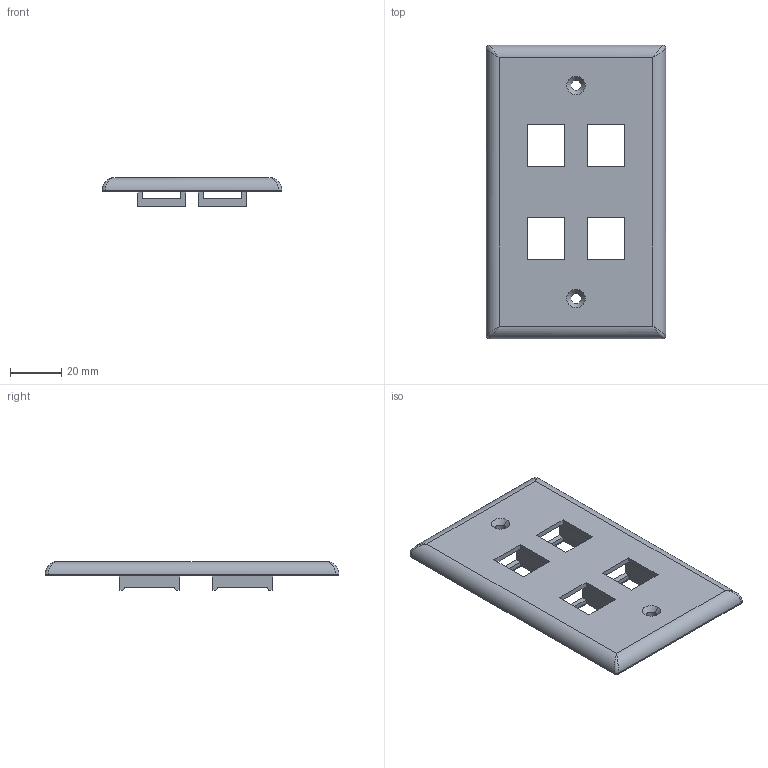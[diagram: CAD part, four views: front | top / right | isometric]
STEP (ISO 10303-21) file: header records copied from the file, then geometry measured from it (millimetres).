
FILE_DESCRIPTION (( 'STEP AP203' ), '1' );
FILE_NAME ('MWP104K-WT.STEP', '2013-09-04T19:56:47', ( 'x' ), ( '' ), 'SwSTEP 2.0', 'SolidWorks 2012', '' );
FILE_SCHEMA (( 'CONFIG_CONTROL_DESIGN' ));
Length unit declared in the file: millimetre
Products named in the file (1): MWP104K-WT
Bounding box: 70 x 114.5 x 11.3 mm (x, y, z)
Volume: 20150.5 mm3; surface area: 21655 mm2
Topology: 1 solids, 1 shells, 167 faces, 474 edges, 308 vertices
Faces by surface type: plane 113, cylinder 46, cone 4, bspline 4
Entity records: 5625 total; most frequent: CARTESIAN_POINT 1134, ORIENTED_EDGE 940, DIRECTION 878, EDGE_CURVE 470, VECTOR 374, LINE 374, VERTEX_POINT 308, AXIS2_PLACEMENT_3D 252
